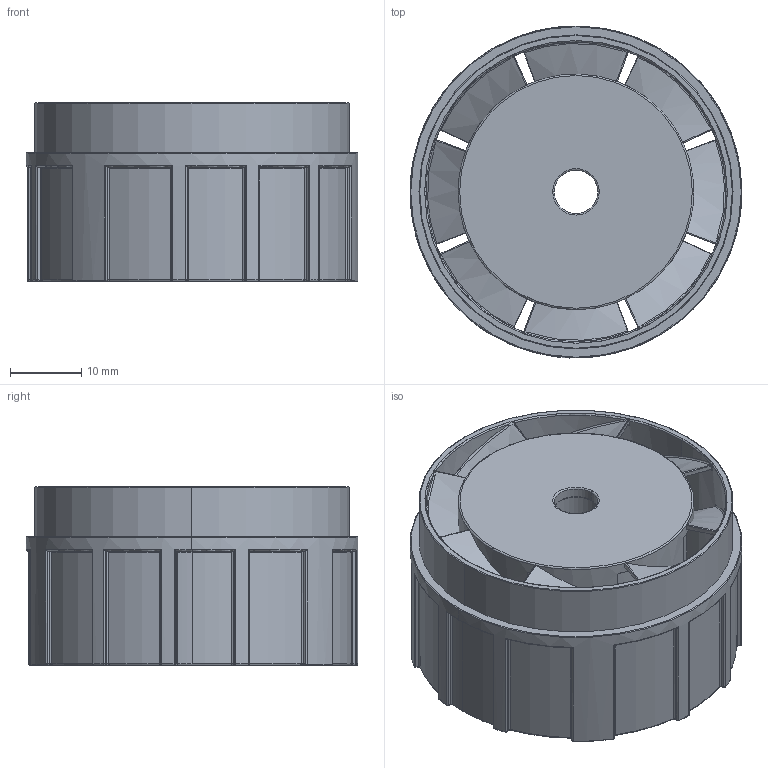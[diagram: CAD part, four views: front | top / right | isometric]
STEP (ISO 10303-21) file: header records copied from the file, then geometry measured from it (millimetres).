
FILE_DESCRIPTION (( 'STEP AP203' ), '1' );
FILE_NAME ('前端盖A-晨光-设计-2021.4.16+圆周筋条+1mm筋.STEP', '2021-04-26T07:40:06', ( '' ), ( '' ), 'SwSTEP 2.0', 'SolidWorks 2021', '' );
FILE_SCHEMA (( 'CONFIG_CONTROL_DESIGN' ));
Length unit declared in the file: millimetre
Products named in the file (1): 前端盖A-晨光-设计-2021.4.16+圆周筋条+1mm筋
Bounding box: 46.5 x 46.5 x 25 mm (x, y, z)
Volume: 8774.8 mm3; surface area: 12615.5 mm2
Topology: 1 solids, 1 shells, 919 faces, 2351 edges, 1392 vertices
Faces by surface type: cylinder 253, bspline 228, torus 203, plane 153, sphere 70, cone 12
Entity records: 33836 total; most frequent: CARTESIAN_POINT 13632, ORIENTED_EDGE 4620, DIRECTION 3920, EDGE_CURVE 2310, AXIS2_PLACEMENT_3D 1724, VERTEX_POINT 1382, CIRCLE 1032, EDGE_LOOP 926
